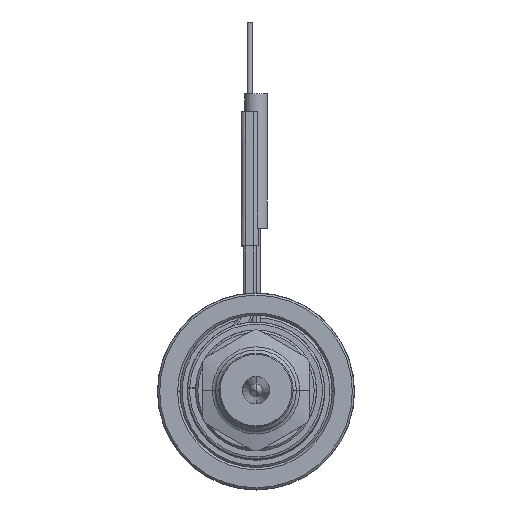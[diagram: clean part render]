
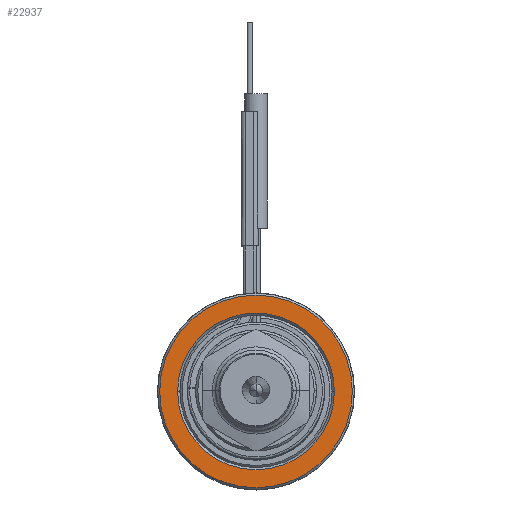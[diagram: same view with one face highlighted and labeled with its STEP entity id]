
A CAD part, top view. The second image highlights one B-rep face of the part: STEP entity #22937.
In plain terms, the highlighted planar face has unit normal (0, 0, 1).
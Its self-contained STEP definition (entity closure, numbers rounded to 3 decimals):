
#7086=CARTESIAN_POINT('',(0.,0.,40.));
#7087=DIRECTION('',(0.,0.,-1.));
#7088=DIRECTION('',(-1.,0.,0.));
#7089=AXIS2_PLACEMENT_3D('',#7086,#7087,#7088);
#7100=CARTESIAN_POINT('',(0.,0.,
40.));
#7101=DIRECTION('',(0.,0.,-1.));
#7102=DIRECTION('',(1.,0.,0.));
#7103=AXIS2_PLACEMENT_3D('',#7100,#7101,#7102);
#7114=CARTESIAN_POINT('',(0.,0.,
40.));
#7115=DIRECTION('',(0.,0.,-1.));
#7116=DIRECTION('',(1.,0.,0.));
#7117=AXIS2_PLACEMENT_3D('',#7114,#7115,#7116);
#7128=CARTESIAN_POINT('',(0.,0.,
40.));
#7129=DIRECTION('',(0.,0.,-1.));
#7130=DIRECTION('',(-1.,0.,0.));
#7131=AXIS2_PLACEMENT_3D('',#7128,#7129,#7130);
#7689=CARTESIAN_POINT('',(21.5,0.,40.));
#7690=CARTESIAN_POINT('',(-21.5,0.,40.));
#7691=VERTEX_POINT('',#7689);
#7692=VERTEX_POINT('',#7690);
#7693=CARTESIAN_POINT('',(17.5,0.,40.));
#7694=CARTESIAN_POINT('',(-17.5,0.,40.));
#7695=VERTEX_POINT('',#7693);
#7696=VERTEX_POINT('',#7694);
#22922=CARTESIAN_POINT('',(0.,0.,40.));
#22923=DIRECTION('',(0.,0.,1.));
#22924=DIRECTION('',(-1.,0.,0.));
#22925=AXIS2_PLACEMENT_3D('',#22922,#22923,#22924);
#22926=PLANE('',#22925);
#22927=ORIENTED_EDGE('',*,*,#22904,.T.);
#22928=ORIENTED_EDGE('',*,*,#22889,.T.);
#22929=EDGE_LOOP('',(#22927,#22928));
#22930=FACE_OUTER_BOUND('',#22929,.F.);
#22932=ORIENTED_EDGE('',*,*,#22931,.F.);
#22934=ORIENTED_EDGE('',*,*,#22933,.F.);
#22935=EDGE_LOOP('',(#22932,#22934));
#22936=FACE_BOUND('',#22935,.F.);
#7090=CIRCLE('',#7089,21.5);
#7104=CIRCLE('',#7103,21.5);
#7118=CIRCLE('',#7117,17.5);
#7132=CIRCLE('',#7131,17.5);
#22889=EDGE_CURVE('',#7692,#7691,#7090,.T.);
#22904=EDGE_CURVE('',#7691,#7692,#7104,.T.);
#22931=EDGE_CURVE('',#7695,#7696,#7118,.T.);
#22933=EDGE_CURVE('',#7696,#7695,#7132,.T.);
#22937=ADVANCED_FACE('',(#22930,#22936),#22926,.T.);
